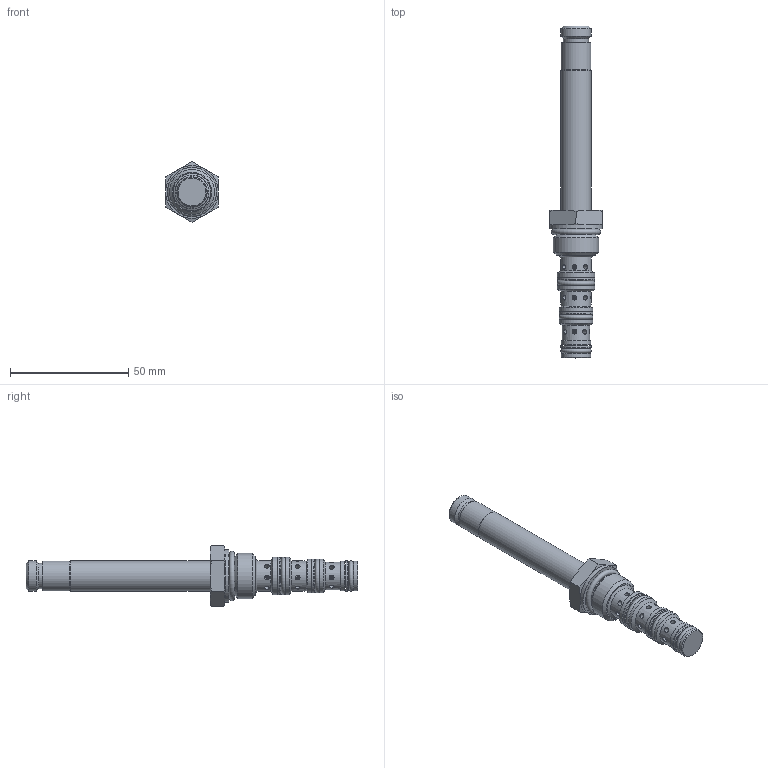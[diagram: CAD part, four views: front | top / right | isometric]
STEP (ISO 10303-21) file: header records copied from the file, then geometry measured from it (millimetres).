
FILE_DESCRIPTION((''),'2;1');
FILE_NAME('dsv-080-34m-n_10184-97_RD.stp','2012-05-29T09:07:25',('mmartin'),(''),'Autodesk Inventor 2010','Autodesk Inventor 2010','');
FILE_SCHEMA(('AUTOMOTIVE_DESIGN { 1 0 10303 214 1 1 1 1 }'));
Length unit declared in the file: inch
Products named in the file (1): 10184-97_Shrinkwrap
Bounding box: 22.23 x 140.26 x 25.66 mm (x, y, z)
Volume: 21945.9 mm3; surface area: 9276.9 mm2
Topology: 4 solids, 4 shells, 114 faces, 287 edges, 162 vertices
Faces by surface type: cylinder 54, cone 31, plane 16, torus 10, bspline 3
Full cylindrical faces by diameter (mm): 2.007 x24, 9.576 x2, 9.906 x1, 10.643 x1, 11.481 x2, 11.557 x1, 11.684 x1, 12.586 x2, 12.662 x1, 12.7 x3, 12.802 x1, 13.056 x3, 13.157 x1, 14.186 x2, 14.288 x1, 15.367 x1, 15.799 x2, 15.875 x1, 16.751 x2, 19.05 x1, 22.225 x1
Entity records: 3504 total; most frequent: CARTESIAN_POINT 1320, DIRECTION 442, ORIENTED_EDGE 320, EDGE_LOOP 232, AXIS2_PLACEMENT_3D 218, EDGE_CURVE 160, VERTEX_POINT 124, FACE_BOUND 118
